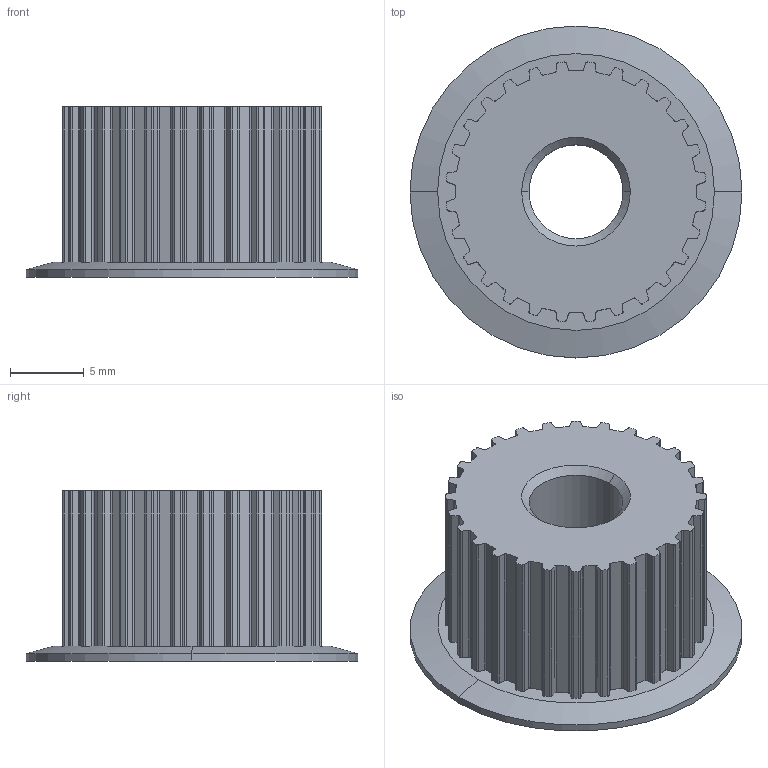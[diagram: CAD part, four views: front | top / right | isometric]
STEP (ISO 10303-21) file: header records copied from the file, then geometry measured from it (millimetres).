
FILE_DESCRIPTION (( 'STEP AP214' ), '1' );
FILE_NAME ('4333240000115.STEP', '2017-11-21T06:08:33', ( '13' ), ( '' ), 'SwSTEP 2.0', 'SolidWorks 2012', '' );
FILE_SCHEMA (( 'AUTOMOTIVE_DESIGN' ));
Length unit declared in the file: millimetre
Products named in the file (1): 4333240000115
Bounding box: 22.45 x 22.45 x 11.5 mm (x, y, z)
Volume: 2216.9 mm3; surface area: 1806.5 mm2
Topology: 1 solids, 1 shells, 242 faces, 706 edges, 468 vertices
Faces by surface type: cylinder 146, plane 88, cone 8
Entity records: 8164 total; most frequent: DIRECTION 1492, CARTESIAN_POINT 1417, ORIENTED_EDGE 1412, EDGE_CURVE 706, AXIS2_PLACEMENT_3D 543, VERTEX_POINT 468, VECTOR 406, LINE 406
